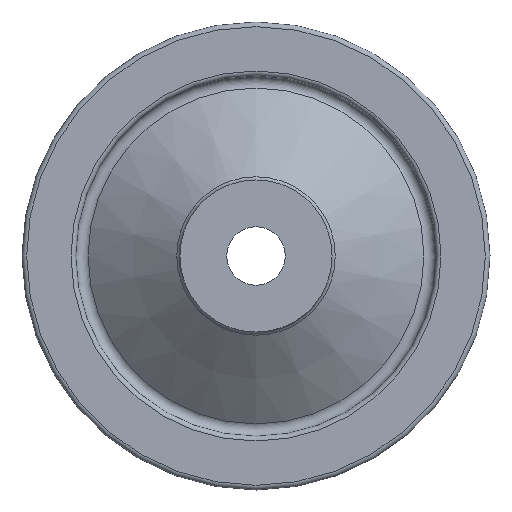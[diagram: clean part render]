
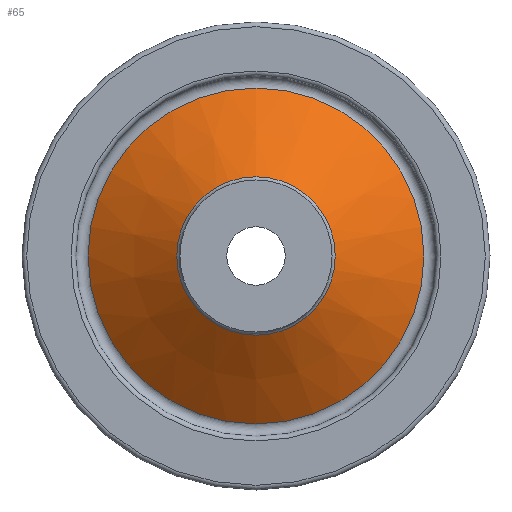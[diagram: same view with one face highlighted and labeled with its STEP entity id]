
A CAD part, left-side view. The second image highlights one B-rep face of the part: STEP entity #65.
In plain terms, the highlighted conical face has half-angle 53.939 degrees and reference radius 13.549 mm.
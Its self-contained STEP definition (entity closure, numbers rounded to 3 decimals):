
#65 = ADVANCED_FACE( '', ( #142, #143 ), #144, .T. );
#142 = FACE_OUTER_BOUND( '', #225, .T. );
#143 = FACE_BOUND( '', #226, .T. );
#144 = CONICAL_SURFACE( '', #227, 13.548, 0.941 );
#225 = EDGE_LOOP( '', ( #324 ) );
#226 = EDGE_LOOP( '', ( #325 ) );
#227 = AXIS2_PLACEMENT_3D( '', #326, #327, #328 );
#324 = ORIENTED_EDGE( '', *, *, #398, .F. );
#325 = ORIENTED_EDGE( '', *, *, #399, .T. );
#326 = CARTESIAN_POINT( '', ( 9.727, 0., 0. ) );
#327 = DIRECTION( '', ( 1., 0., 0. ) );
#328 = DIRECTION( '', ( 0., 0., -1. ) );
#398 = EDGE_CURVE( '', #451, #451, #452, .T. );
#399 = EDGE_CURVE( '', #453, #453, #454, .T. );
#451 = VERTEX_POINT( '', #508 );
#452 = CIRCLE( '', #509, 28.702 );
#453 = VERTEX_POINT( '', #510 );
#454 = CIRCLE( '', #511, 13.548 );
#508 = CARTESIAN_POINT( '', ( 20.762, 0., -28.702 ) );
#509 = AXIS2_PLACEMENT_3D( '', #568, #569, #570 );
#510 = CARTESIAN_POINT( '', ( 9.727, 0., -13.548 ) );
#511 = AXIS2_PLACEMENT_3D( '', #571, #572, #573 );
#568 = CARTESIAN_POINT( '', ( 20.762, 0., 0. ) );
#569 = DIRECTION( '', ( 1., 0., 0. ) );
#570 = DIRECTION( '', ( 0., 0., -1. ) );
#571 = CARTESIAN_POINT( '', ( 9.727, 0., 0. ) );
#572 = DIRECTION( '', ( 1., 0., 0. ) );
#573 = DIRECTION( '', ( 0., 0., -1. ) );
